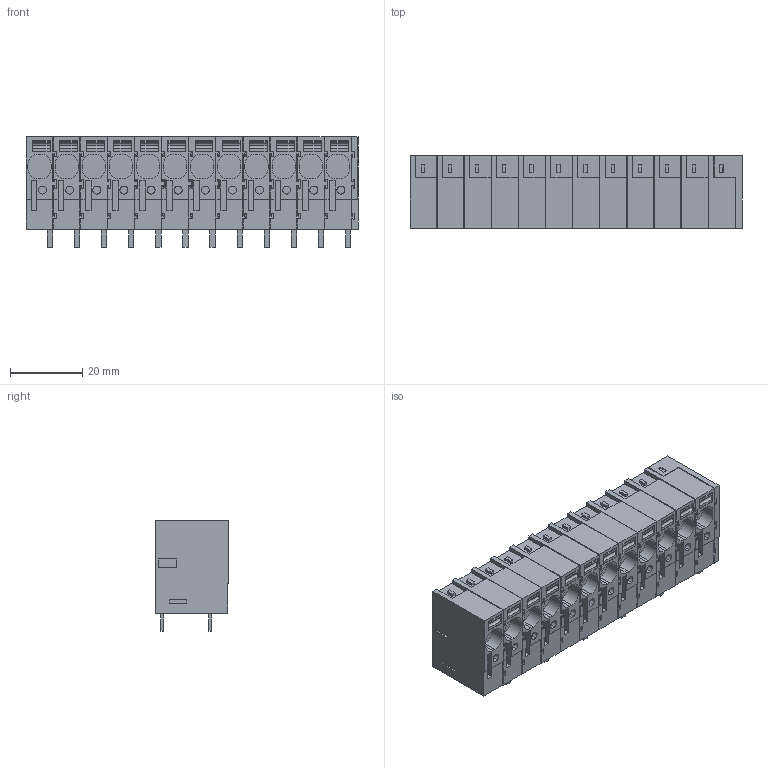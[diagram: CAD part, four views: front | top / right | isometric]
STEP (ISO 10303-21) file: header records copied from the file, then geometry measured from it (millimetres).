
FILE_DESCRIPTION(('CATIA V5R22 STEP214','CAx-IF Rec.Pracs.--- Model Styling and Organization---1.4--- 2014-01-23'),'2;1');
FILE_NAME ('D1462733_2_2473100000_2473100000.stp','2023-04-27T12:23:13+00:00',('none'),('Weidmueller'),'CATIA Version 5-6 Release 2016 SP3 HF44','CATIA V5 STEP AP214','none');
FILE_SCHEMA(('AUTOMOTIVE_DESIGN { 1 0 10303 214 1 1 1 1 }'));
Products named in the file (1): 2473100000
Bounding box: 91.8 x 20.05 x 30.56 mm (x, y, z)
Volume: 40683.2 mm3; surface area: 16173.8 mm2
Topology: 25 solids, 25 shells, 1987 faces, 5640 edges, 3790 vertices
Faces by surface type: plane 1879, cylinder 108
Entity records: 59107 total; most frequent: ORIENTED_EDGE 11280, CARTESIAN_POINT 10209, DIRECTION 7190, EDGE_CURVE 5640, VECTOR 5422, LINE 5422, VERTEX_POINT 3790, EDGE_LOOP 2076
